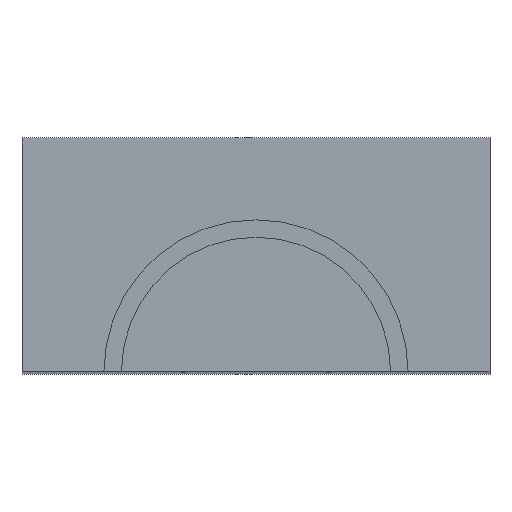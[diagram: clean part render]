
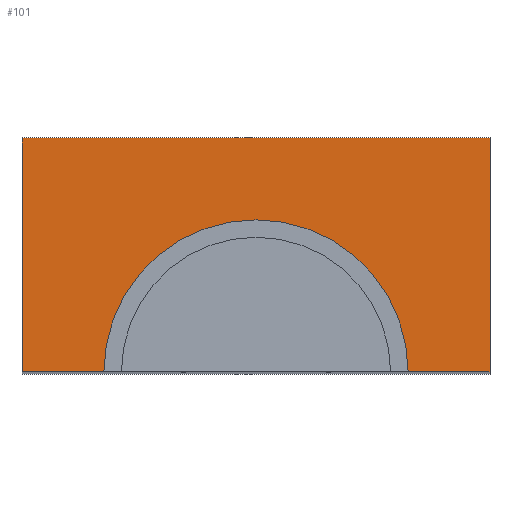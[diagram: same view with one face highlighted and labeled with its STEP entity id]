
A CAD part, top view. The second image highlights one B-rep face of the part: STEP entity #101.
In plain terms, the highlighted planar face has unit normal (0, 0, 1).
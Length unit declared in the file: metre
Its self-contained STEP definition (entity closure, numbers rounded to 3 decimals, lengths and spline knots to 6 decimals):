
#101=ADVANCED_FACE('2:867',(#209),#210,.F.);
#209=FACE_OUTER_BOUND('',#331,.T.);
#210=PLANE('',#332);
#331=EDGE_LOOP('',(#505,#506,#507,#508,#509,#510));
#332=AXIS2_PLACEMENT_3D('',#511,#512,#513);
#505=ORIENTED_EDGE('',*,*,#703,.F.);
#506=ORIENTED_EDGE('',*,*,#704,.T.);
#507=ORIENTED_EDGE('',*,*,#705,.T.);
#508=ORIENTED_EDGE('',*,*,#701,.T.);
#509=ORIENTED_EDGE('',*,*,#706,.F.);
#510=ORIENTED_EDGE('',*,*,#707,.F.);
#511=CARTESIAN_POINT('',(0.0,0.0,0.0));
#512=DIRECTION('',(0.0,0.0,-1.0));
#513=DIRECTION('',(-1.0,0.0,0.0));
#701=EDGE_CURVE('2:960',#824,#826,#828,.T.);
#703=EDGE_CURVE('2:1028',#830,#831,#832,.T.);
#704=EDGE_CURVE('2:963',#830,#833,#834,.T.);
#705=EDGE_CURVE('2:1035',#833,#824,#835,.T.);
#706=EDGE_CURVE('2:1015',#836,#826,#837,.T.);
#707=EDGE_CURVE('0:15879',#831,#836,#838,.T.);
#824=VERTEX_POINT('',#996);
#826=VERTEX_POINT('',#999);
#828=LINE('',#1002,#1003);
#830=VERTEX_POINT('',#1005);
#831=VERTEX_POINT('',#1006);
#832=LINE('',#1007,#1008);
#833=VERTEX_POINT('',#1009);
#834=LINE('',#1010,#1011);
#835=CIRCLE('',#1012,0.0032);
#836=VERTEX_POINT('',#1013);
#837=LINE('',#1014,#1015);
#838=LINE('',#1016,#1017);
#996=CARTESIAN_POINT('',(0.0032,0.0,0.0));
#999=CARTESIAN_POINT('',(0.01,0.0,0.0));
#1002=CARTESIAN_POINT('',(0.0,0.0,0.0));
#1003=VECTOR('',#1144,1.0);
#1005=CARTESIAN_POINT('',(-0.01,0.0,0.0));
#1006=CARTESIAN_POINT('',(-0.01,0.01,0.0));
#1007=CARTESIAN_POINT('',(-0.01,-0.01,0.0));
#1008=VECTOR('',#1145,1.0);
#1009=CARTESIAN_POINT('',(-0.0032,0.0,0.0));
#1010=CARTESIAN_POINT('',(0.0,0.0,0.0));
#1011=VECTOR('',#1146,1.0);
#1012=AXIS2_PLACEMENT_3D('',#1147,#1148,#1149);
#1013=CARTESIAN_POINT('',(0.01,0.01,0.0));
#1014=CARTESIAN_POINT('',(0.01,0.01,0.0));
#1015=VECTOR('',#1150,1.0);
#1016=CARTESIAN_POINT('',(-0.01,0.01,0.0));
#1017=VECTOR('',#1151,1.0);
#1144=DIRECTION('',(1.0,-0.0,0.0));
#1145=DIRECTION('',(0.0,1.0,0.0));
#1146=DIRECTION('',(1.0,-0.0,0.0));
#1147=CARTESIAN_POINT('',(0.0,0.0,0.0));
#1148=DIRECTION('',(0.0,0.0,-1.0));
#1149=DIRECTION('',(-1.0,0.0,0.0));
#1150=DIRECTION('',(0.,-1.0,0.0));
#1151=DIRECTION('',(1.0,0.,0.0));
